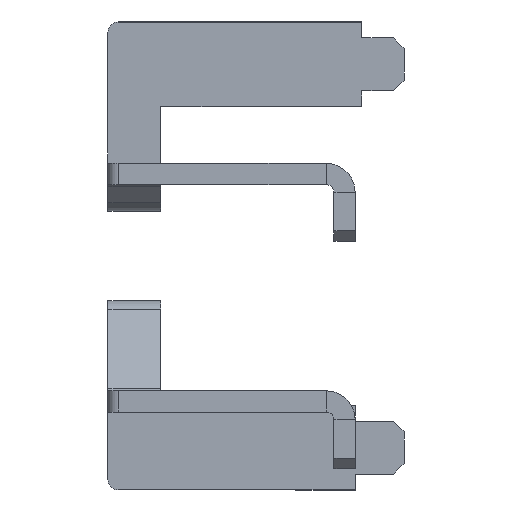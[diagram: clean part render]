
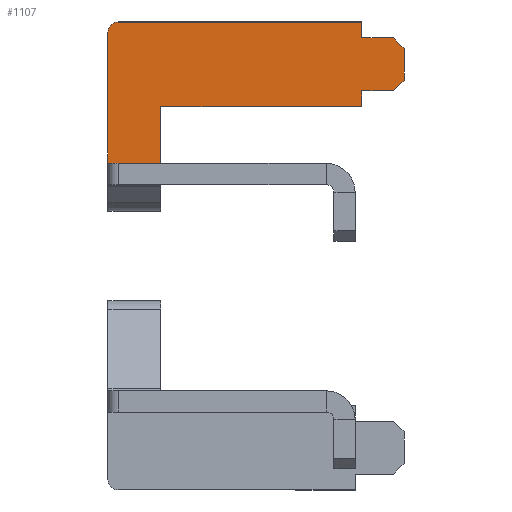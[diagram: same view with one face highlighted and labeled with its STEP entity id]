
A CAD part, left-side view. The second image highlights one B-rep face of the part: STEP entity #1107.
In plain terms, the highlighted planar face has unit normal (-1, 0, 0).
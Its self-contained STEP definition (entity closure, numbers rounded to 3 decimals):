
#9 = EDGE_CURVE ( 'NONE', #1143, #2492, #1474, .T. ) ;
#25 = CARTESIAN_POINT ( 'NONE',  ( 4.873, -8., 14.373 ) ) ;
#106 = CARTESIAN_POINT ( 'NONE',  ( 4.873, -4., 9.373 ) ) ;
#149 = VERTEX_POINT ( 'NONE', #1456 ) ;
#157 = VERTEX_POINT ( 'NONE', #2675 ) ;
#190 = ORIENTED_EDGE ( 'NONE', *, *, #2022, .F. ) ;
#244 = ORIENTED_EDGE ( 'NONE', *, *, #258, .T. ) ;
#251 = EDGE_CURVE ( 'NONE', #2907, #3002, #1781, .T. ) ;
#258 = EDGE_CURVE ( 'NONE', #1143, #149, #2737, .T. ) ;
#296 = DIRECTION ( 'NONE',  ( 0., 0.707, 0.707 ) ) ;
#297 = CARTESIAN_POINT ( 'NONE',  ( 4.873, 19., 14.873 ) ) ;
#334 = VECTOR ( 'NONE', #2504, 1000. ) ;
#347 = CARTESIAN_POINT ( 'NONE',  ( 4.873, -7., 14.373 ) ) ;
#398 = ORIENTED_EDGE ( 'NONE', *, *, #251, .T. ) ;
#467 = ORIENTED_EDGE ( 'NONE', *, *, #1358, .T. ) ;
#478 = VECTOR ( 'NONE', #1803, 1000. ) ;
#501 = EDGE_CURVE ( 'NONE', #1600, #1313, #551, .T. ) ;
#514 = DIRECTION ( 'NONE',  ( 0., 0., 1. ) ) ;
#515 = VERTEX_POINT ( 'NONE', #2653 ) ;
#540 = CARTESIAN_POINT ( 'NONE',  ( 4.873, 0., 0.737 ) ) ;
#551 = LINE ( 'NONE', #1935, #1249 ) ;
#557 = ORIENTED_EDGE ( 'NONE', *, *, #9, .F. ) ;
#584 = CARTESIAN_POINT ( 'NONE',  ( 4.873, 15., 7.873 ) ) ;
#597 = CARTESIAN_POINT ( 'NONE',  ( 4.873, -4., 15.873 ) ) ;
#599 = EDGE_CURVE ( 'NONE', #157, #674, #759, .T. ) ;
#641 = CARTESIAN_POINT ( 'NONE',  ( 4.873, 20., 0.737 ) ) ;
#674 = VERTEX_POINT ( 'NONE', #347 ) ;
#719 = CARTESIAN_POINT ( 'NONE',  ( 4.873, -8., 9.373 ) ) ;
#753 = CARTESIAN_POINT ( 'NONE',  ( 4.873, 0., -6.127 ) ) ;
#759 = LINE ( 'NONE', #2454, #2752 ) ;
#774 = CARTESIAN_POINT ( 'NONE',  ( 4.873, -8., 10.373 ) ) ;
#779 = ORIENTED_EDGE ( 'NONE', *, *, #1658, .T. ) ;
#823 = CARTESIAN_POINT ( 'NONE',  ( 4.873, -8., 15.873 ) ) ;
#833 = LINE ( 'NONE', #597, #949 ) ;
#840 = DIRECTION ( 'NONE',  ( 0., 1., 0. ) ) ;
#844 = VECTOR ( 'NONE', #3100, 1000. ) ;
#847 = LINE ( 'NONE', #2069, #478 ) ;
#949 = VECTOR ( 'NONE', #1787, 1000. ) ;
#987 = DIRECTION ( 'NONE',  ( 0., -1., 0. ) ) ;
#1010 = DIRECTION ( 'NONE',  ( 0., 1., 0. ) ) ;
#1107 = ADVANCED_FACE ( 'NONE', ( #2488 ), #1710, .T. ) ;
#1116 = CARTESIAN_POINT ( 'NONE',  ( 4.873, 15., 7.873 ) ) ;
#1121 = VECTOR ( 'NONE', #840, 1000. ) ;
#1143 = VERTEX_POINT ( 'NONE', #1116 ) ;
#1249 = VECTOR ( 'NONE', #2178, 1000. ) ;
#1298 = EDGE_CURVE ( 'NONE', #1313, #157, #1299, .T. ) ;
#1299 = LINE ( 'NONE', #823, #1718 ) ;
#1309 = ORIENTED_EDGE ( 'NONE', *, *, #2208, .T. ) ;
#1313 = VERTEX_POINT ( 'NONE', #774 ) ;
#1328 = ORIENTED_EDGE ( 'NONE', *, *, #2916, .T. ) ;
#1330 = CARTESIAN_POINT ( 'NONE',  ( 4.873, 20., 15.873 ) ) ;
#1348 = EDGE_CURVE ( 'NONE', #2492, #3002, #1736, .T. ) ;
#1358 = EDGE_CURVE ( 'NONE', #2982, #2907, #2860, .T. ) ;
#1383 = EDGE_LOOP ( 'NONE', ( #2060, #2443, #779, #1328, #190, #467, #398, #2148, #557, #244, #1309, #1823, #2993 ) ) ;
#1438 = CARTESIAN_POINT ( 'NONE',  ( 4.873, 20., 15.873 ) ) ;
#1456 = CARTESIAN_POINT ( 'NONE',  ( 4.873, -4., 7.873 ) ) ;
#1459 = LINE ( 'NONE', #1438, #844 ) ;
#1474 = LINE ( 'NONE', #2204, #2841 ) ;
#1518 = AXIS2_PLACEMENT_3D ( 'NONE', #297, #2736, #1551 ) ;
#1526 = CARTESIAN_POINT ( 'NONE',  ( 4.873, 20., 14.873 ) ) ;
#1551 = DIRECTION ( 'NONE',  ( 0., 0., 1. ) ) ;
#1600 = VERTEX_POINT ( 'NONE', #2174 ) ;
#1630 = CARTESIAN_POINT ( 'NONE',  ( 4.873, 15., 0.737 ) ) ;
#1658 = EDGE_CURVE ( 'NONE', #674, #515, #2191, .T. ) ;
#1710 = PLANE ( 'NONE',  #3111 ) ;
#1718 = VECTOR ( 'NONE', #2244, 1000. ) ;
#1729 = CARTESIAN_POINT ( 'NONE',  ( 4.873, -4., 15.873 ) ) ;
#1736 = LINE ( 'NONE', #540, #1121 ) ;
#1748 = VECTOR ( 'NONE', #1769, 1000. ) ;
#1756 = DIRECTION ( 'NONE',  ( 0., 0., -1. ) ) ;
#1769 = DIRECTION ( 'NONE',  ( 0., 0., -1. ) ) ;
#1781 = LINE ( 'NONE', #1330, #1748 ) ;
#1787 = DIRECTION ( 'NONE',  ( 0., 0., 1. ) ) ;
#1803 = DIRECTION ( 'NONE',  ( 0., 0., 1. ) ) ;
#1823 = ORIENTED_EDGE ( 'NONE', *, *, #2030, .T. ) ;
#1899 = LINE ( 'NONE', #719, #3087 ) ;
#1935 = CARTESIAN_POINT ( 'NONE',  ( 4.873, 4.25, -1.877 ) ) ;
#2022 = EDGE_CURVE ( 'NONE', #2982, #2297, #1459, .T. ) ;
#2030 = EDGE_CURVE ( 'NONE', #2809, #1600, #1899, .T. ) ;
#2060 = ORIENTED_EDGE ( 'NONE', *, *, #1298, .T. ) ;
#2069 = CARTESIAN_POINT ( 'NONE',  ( 4.873, -4., 7.873 ) ) ;
#2148 = ORIENTED_EDGE ( 'NONE', *, *, #1348, .F. ) ;
#2174 = CARTESIAN_POINT ( 'NONE',  ( 4.873, -7., 9.373 ) ) ;
#2178 = DIRECTION ( 'NONE',  ( 0., -0.707, 0.707 ) ) ;
#2191 = LINE ( 'NONE', #25, #2995 ) ;
#2204 = CARTESIAN_POINT ( 'NONE',  ( 4.873, 15., 15.873 ) ) ;
#2208 = EDGE_CURVE ( 'NONE', #149, #2809, #847, .T. ) ;
#2244 = DIRECTION ( 'NONE',  ( 0., 0., 1. ) ) ;
#2297 = VERTEX_POINT ( 'NONE', #1729 ) ;
#2443 = ORIENTED_EDGE ( 'NONE', *, *, #599, .T. ) ;
#2454 = CARTESIAN_POINT ( 'NONE',  ( 4.873, -13.75, 7.623 ) ) ;
#2488 = FACE_OUTER_BOUND ( 'NONE', #1383, .T. ) ;
#2492 = VERTEX_POINT ( 'NONE', #1630 ) ;
#2504 = DIRECTION ( 'NONE',  ( 0., -1., 0. ) ) ;
#2653 = CARTESIAN_POINT ( 'NONE',  ( 4.873, -4., 14.373 ) ) ;
#2664 = DIRECTION ( 'NONE',  ( -1., 0., 0. ) ) ;
#2675 = CARTESIAN_POINT ( 'NONE',  ( 4.873, -8., 13.373 ) ) ;
#2736 = DIRECTION ( 'NONE',  ( -1., 0., 0. ) ) ;
#2737 = LINE ( 'NONE', #584, #334 ) ;
#2752 = VECTOR ( 'NONE', #296, 1000. ) ;
#2809 = VERTEX_POINT ( 'NONE', #106 ) ;
#2841 = VECTOR ( 'NONE', #1756, 1000. ) ;
#2860 = CIRCLE ( 'NONE', #1518, 1. ) ;
#2907 = VERTEX_POINT ( 'NONE', #1526 ) ;
#2916 = EDGE_CURVE ( 'NONE', #515, #2297, #833, .T. ) ;
#2982 = VERTEX_POINT ( 'NONE', #3071 ) ;
#2993 = ORIENTED_EDGE ( 'NONE', *, *, #501, .T. ) ;
#2995 = VECTOR ( 'NONE', #1010, 1000. ) ;
#3002 = VERTEX_POINT ( 'NONE', #641 ) ;
#3071 = CARTESIAN_POINT ( 'NONE',  ( 4.873, 19., 15.873 ) ) ;
#3087 = VECTOR ( 'NONE', #987, 1000. ) ;
#3100 = DIRECTION ( 'NONE',  ( 0., -1., 0. ) ) ;
#3111 = AXIS2_PLACEMENT_3D ( 'NONE', #753, #2664, #514 ) ;
